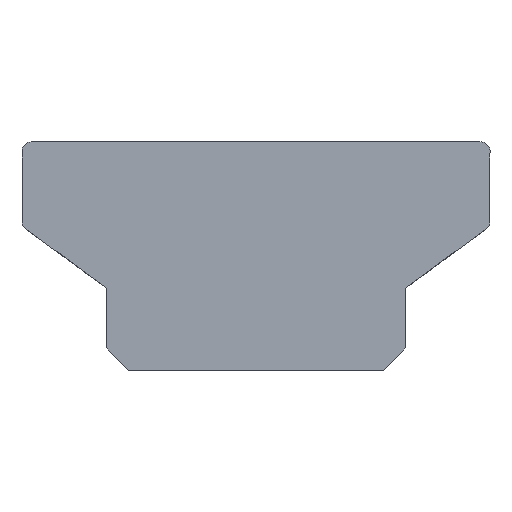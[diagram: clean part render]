
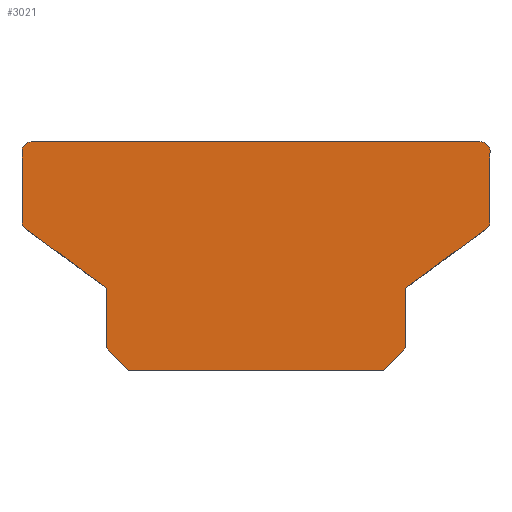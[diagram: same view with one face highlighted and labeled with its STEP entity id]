
A CAD part, left-side view. The second image highlights one B-rep face of the part: STEP entity #3021.
In plain terms, the highlighted face is planar.
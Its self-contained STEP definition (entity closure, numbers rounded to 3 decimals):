
#77=CIRCLE('',#3210,1.);
#79=CIRCLE('',#3213,1.);
#80=CIRCLE('',#3214,1.);
#81=CIRCLE('',#3215,1.);
#115=FACE_OUTER_BOUND('',#283,.T.);
#283=EDGE_LOOP('',(#2028,#2029,#2030,#2031,#2032,#2033,#2034,#2035,#2036,
#2037,#2038,#2039,#2040,#2041));
#460=LINE('',#4260,#858);
#468=LINE('',#4289,#866);
#469=LINE('',#4293,#867);
#470=LINE('',#4295,#868);
#471=LINE('',#4297,#869);
#472=LINE('',#4299,#870);
#473=LINE('',#4301,#871);
#474=LINE('',#4303,#872);
#475=LINE('',#4305,#873);
#476=LINE('',#4309,#874);
#858=VECTOR('',#3442,10.);
#866=VECTOR('',#3470,10.);
#867=VECTOR('',#3473,10.);
#868=VECTOR('',#3474,10.);
#869=VECTOR('',#3475,10.);
#870=VECTOR('',#3476,10.);
#871=VECTOR('',#3477,10.);
#872=VECTOR('',#3478,10.);
#873=VECTOR('',#3479,10.);
#874=VECTOR('',#3482,10.);
#1252=VERTEX_POINT('',#4256);
#1254=VERTEX_POINT('',#4259);
#1263=VERTEX_POINT('',#4282);
#1265=VERTEX_POINT('',#4288);
#1266=VERTEX_POINT('',#4290);
#1267=VERTEX_POINT('',#4292);
#1268=VERTEX_POINT('',#4294);
#1269=VERTEX_POINT('',#4296);
#1270=VERTEX_POINT('',#4298);
#1271=VERTEX_POINT('',#4300);
#1272=VERTEX_POINT('',#4302);
#1273=VERTEX_POINT('',#4304);
#1274=VERTEX_POINT('',#4306);
#1275=VERTEX_POINT('',#4308);
#1550=EDGE_CURVE('',#1254,#1252,#460,.T.);
#1561=EDGE_CURVE('',#1263,#1252,#77,.T.);
#1564=EDGE_CURVE('',#1263,#1265,#468,.T.);
#1565=EDGE_CURVE('',#1265,#1266,#79,.T.);
#1566=EDGE_CURVE('',#1266,#1267,#469,.T.);
#1567=EDGE_CURVE('',#1267,#1268,#470,.T.);
#1568=EDGE_CURVE('',#1269,#1268,#471,.T.);
#1569=EDGE_CURVE('',#1269,#1270,#472,.T.);
#1570=EDGE_CURVE('',#1271,#1270,#473,.T.);
#1571=EDGE_CURVE('',#1272,#1271,#474,.T.);
#1572=EDGE_CURVE('',#1272,#1273,#475,.T.);
#1573=EDGE_CURVE('',#1273,#1274,#80,.T.);
#1574=EDGE_CURVE('',#1275,#1274,#476,.T.);
#1575=EDGE_CURVE('',#1254,#1275,#81,.T.);
#2028=ORIENTED_EDGE('',*,*,#1561,.F.);
#2029=ORIENTED_EDGE('',*,*,#1564,.T.);
#2030=ORIENTED_EDGE('',*,*,#1565,.T.);
#2031=ORIENTED_EDGE('',*,*,#1566,.T.);
#2032=ORIENTED_EDGE('',*,*,#1567,.T.);
#2033=ORIENTED_EDGE('',*,*,#1568,.F.);
#2034=ORIENTED_EDGE('',*,*,#1569,.T.);
#2035=ORIENTED_EDGE('',*,*,#1570,.F.);
#2036=ORIENTED_EDGE('',*,*,#1571,.F.);
#2037=ORIENTED_EDGE('',*,*,#1572,.T.);
#2038=ORIENTED_EDGE('',*,*,#1573,.T.);
#2039=ORIENTED_EDGE('',*,*,#1574,.F.);
#2040=ORIENTED_EDGE('',*,*,#1575,.F.);
#2041=ORIENTED_EDGE('',*,*,#1550,.T.);
#2875=PLANE('',#3212);
#3021=ADVANCED_FACE('',(#115),#2875,.F.);
#3210=AXIS2_PLACEMENT_3D('',#4283,#3463,#3464);
#3212=AXIS2_PLACEMENT_3D('',#4287,#3468,#3469);
#3213=AXIS2_PLACEMENT_3D('',#4291,#3471,#3472);
#3214=AXIS2_PLACEMENT_3D('',#4307,#3480,#3481);
#3215=AXIS2_PLACEMENT_3D('',#4310,#3483,#3484);
#3442=DIRECTION('',(1.,0.,0.));
#3463=DIRECTION('center_axis',(0.,1.,0.));
#3464=DIRECTION('ref_axis',(1.,0.,0.));
#3468=DIRECTION('center_axis',(0.,1.,0.));
#3469=DIRECTION('ref_axis',(-1.,0.,0.));
#3470=DIRECTION('',(0.,0.,1.));
#3471=DIRECTION('center_axis',(0.,-1.,0.));
#3472=DIRECTION('ref_axis',(0.892,0.,0.452));
#3473=DIRECTION('',(-0.806,0.,0.592));
#3474=DIRECTION('',(0.,0.,1.));
#3475=DIRECTION('',(0.707,0.,-0.707));
#3476=DIRECTION('',(-1.,0.,0.));
#3477=DIRECTION('',(0.707,0.,0.707));
#3478=DIRECTION('',(0.,0.,1.));
#3479=DIRECTION('',(-0.806,0.,-0.592));
#3480=DIRECTION('center_axis',(0.,-1.,0.));
#3481=DIRECTION('ref_axis',(-0.892,0.,0.452));
#3482=DIRECTION('',(0.,0.,1.));
#3483=DIRECTION('center_axis',(0.,1.,0.));
#3484=DIRECTION('ref_axis',(-1.,0.,0.));
#4256=CARTESIAN_POINT('',(44.5,9.1,0.656));
#4259=CARTESIAN_POINT('',(-5.5,9.1,0.656));
#4260=CARTESIAN_POINT('',(29.934,9.1,0.656));
#4282=CARTESIAN_POINT('',(45.5,9.1,1.656));
#4283=CARTESIAN_POINT('Origin',(44.5,9.1,1.656));
#4287=CARTESIAN_POINT('Origin',(36.1,9.1,0.));
#4288=CARTESIAN_POINT('',(45.5,9.1,9.494));
#4289=CARTESIAN_POINT('',(45.5,9.1,0.));
#4290=CARTESIAN_POINT('',(45.092,9.1,10.3));
#4291=CARTESIAN_POINT('Origin',(44.5,9.1,9.494));
#4292=CARTESIAN_POINT('',(36.1,9.1,16.9));
#4293=CARTESIAN_POINT('',(31.529,9.1,20.255));
#4294=CARTESIAN_POINT('',(36.1,9.1,23.55));
#4295=CARTESIAN_POINT('',(36.1,9.1,0.));
#4296=CARTESIAN_POINT('',(33.65,9.1,26.));
#4297=CARTESIAN_POINT('',(41.988,9.1,17.663));
#4298=CARTESIAN_POINT('',(5.35,9.1,26.));
#4299=CARTESIAN_POINT('',(-6.5,9.1,26.));
#4300=CARTESIAN_POINT('',(2.9,9.1,23.55));
#4301=CARTESIAN_POINT('',(6.538,9.1,27.188));
#4302=CARTESIAN_POINT('',(2.9,9.1,16.9));
#4303=CARTESIAN_POINT('',(2.9,9.1,0.));
#4304=CARTESIAN_POINT('',(-6.092,9.1,10.3));
#4305=CARTESIAN_POINT('',(2.771,9.1,16.805));
#4306=CARTESIAN_POINT('',(-6.5,9.1,9.494));
#4307=CARTESIAN_POINT('Origin',(-5.5,9.1,9.494));
#4308=CARTESIAN_POINT('',(-6.5,9.1,1.656));
#4309=CARTESIAN_POINT('',(-6.5,9.1,0.));
#4310=CARTESIAN_POINT('Origin',(-5.5,9.1,1.656));
